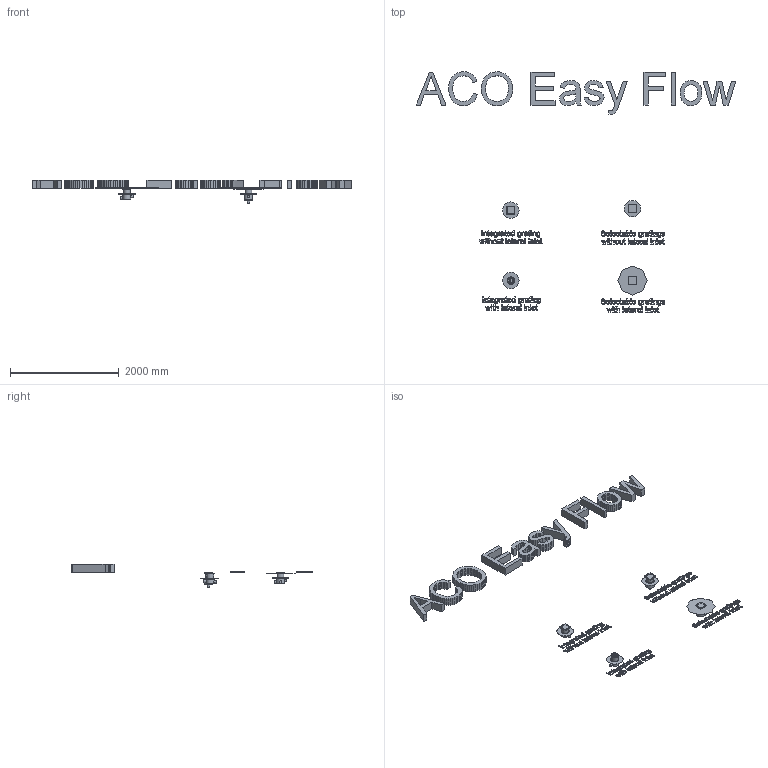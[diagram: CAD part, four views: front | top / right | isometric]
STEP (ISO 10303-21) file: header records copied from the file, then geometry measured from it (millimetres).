
FILE_DESCRIPTION(/* description */ (''),/* implementation_level */ '2;1');
FILE_NAME(/* name */ 'ACOEasyFlow.step',/* time_stamp */ '2024-03-12T14:58:44+01:00',/* author */ ('ndmes'),/* organization */ (''),/* preprocessor_version */ 'ST-DEVELOPER v18.1',/* originating_system */ 'Autodesk Inventor 2022',/* authorisation */ '');
FILE_SCHEMA (('CONFIG_CONTROL_DESIGN'));
Products named in the file (42): ACOEasyFlow; ACOEasyFlow_1; ACOEasyFlow_1_1; ACOEasyFlow_2; ACOEasyFlow_3; ACOEasyFlow_4; ACOEasyFlow_6; ACOEasyFlow_7; ACOEasyFlow_8; ACOEasyFlow_9; ACOEasyFlow_10; ACOEasyFlow_11; ACOEasyFlow_12; ACOEasyFlow_13; ACOEasyFlow_14; ACOEasyFlow_15; ACOEasyFlow_16; ACOEasyFlow_17; ACOEasyFlow_18; ACOEasyFlow_19; ACOEasyFlow_20; ACOEasyFlow_21; ACOEasyFlow_22; ACOEasyFlow_23; ACOEasyFlow_24; ACOEasyFlow_25; ACOEasyFlow_26; ACOEasyFlow_27; ACOEasyFlow_28; ACOEasyFlow_29; ACOEasyFlow_30; ACOEasyFlow_31; ACOEasyFlow_32; ACOEasyFlow_33; ACOEasyFlow_34; ACOEasyFlow_35; ACOEasyFlow_36; ACOEasyFlow_37; ACOEasyFlow_38; ACOEasyFlow_39 ...
Assembly tree (41 placements, depth 2):
  ACOEasyFlow
    ACOEasyFlow_1
    ACOEasyFlow_1_1
    ACOEasyFlow_2
    ACOEasyFlow_3
    ACOEasyFlow_4
    ACOEasyFlow_6
    ACOEasyFlow_7
    ACOEasyFlow_8
    ACOEasyFlow_9
    ACOEasyFlow_10
    ACOEasyFlow_11
    ACOEasyFlow_12
    ACOEasyFlow_13
    ACOEasyFlow_14
    ACOEasyFlow_15
    ACOEasyFlow_16
    ACOEasyFlow_17
    ACOEasyFlow_18
    ACOEasyFlow_19
    ACOEasyFlow_20
    ACOEasyFlow_21
    ACOEasyFlow_22
    ACOEasyFlow_23
    ACOEasyFlow_24
    ACOEasyFlow_25
    ACOEasyFlow_26
    ACOEasyFlow_27
    ACOEasyFlow_28
    ACOEasyFlow_29
    ACOEasyFlow_30
    ACOEasyFlow_31
    ACOEasyFlow_32
    ACOEasyFlow_33
    ACOEasyFlow_34
    ACOEasyFlow_35
    ACOEasyFlow_36
    ACOEasyFlow_37
    ACOEasyFlow_38
    ACOEasyFlow_39
    ACOEasyFlow_40
    ACOEasyFlow_41
Bounding box: 5885.67 x 4427.94 x 430 mm (x, y, z)
Volume: 173693175.1 mm3; surface area: 9799645.7 mm2
Topology: 199 solids, 199 shells, 4224 faces, 11418 edges, 7604 vertices
Faces by surface type: plane 4123, cylinder 93, torus 4, cone 4
Full cylindrical faces by diameter (mm): 43.947 x4, 50 x8, 65.11 x4, 70.524 x4, 93 x4, 121 x7, 125 x11, 130 x4, 136 x1, 150 x4, 303 x4
Entity records: 131996 total; most frequent: CARTESIAN_POINT 23329, ORIENTED_EDGE 22836, DIRECTION 20254, EDGE_CURVE 11418, LINE 11196, VECTOR 11196, VERTEX_POINT 7604, AXIS2_PLACEMENT_3D 4529
